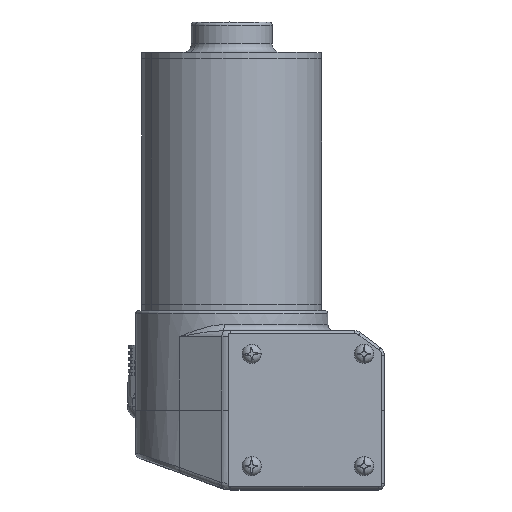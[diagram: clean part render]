
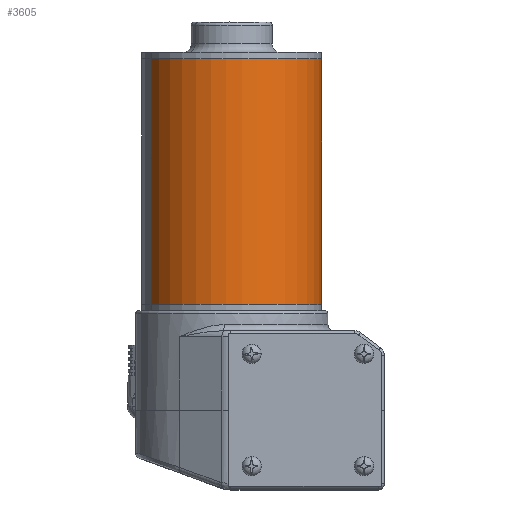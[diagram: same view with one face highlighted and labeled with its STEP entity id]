
A CAD part, top view. The second image highlights one B-rep face of the part: STEP entity #3605.
In plain terms, the highlighted cylindrical face has radius 29.5 mm (diameter 59 mm), a partial arc.
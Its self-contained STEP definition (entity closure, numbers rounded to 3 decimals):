
#267 = VERTEX_POINT ( 'NONE', #20928 ) ;
#769 = AXIS2_PLACEMENT_3D ( 'NONE', #12126, #12234, #12359 ) ;
#825 = CARTESIAN_POINT ( 'NONE',  ( 29.5, 0., 80.5 ) ) ;
#1166 = VERTEX_POINT ( 'NONE', #1826 ) ;
#1826 = CARTESIAN_POINT ( 'NONE',  ( 29.5, 0., 0. ) ) ;
#3176 = VECTOR ( 'NONE', #4672, 1000. ) ;
#3250 = EDGE_CURVE ( 'NONE', #5643, #26526, #29017, .T. ) ;
#3605 = ADVANCED_FACE ( 'NONE', ( #23395 ), #3919, .T. ) ;
#3811 = CARTESIAN_POINT ( 'NONE',  ( 0., 0., 0. ) ) ;
#3919 = CYLINDRICAL_SURFACE ( 'NONE', #11291, 29.5 ) ;
#4088 = ORIENTED_EDGE ( 'NONE', *, *, #22950, .T. ) ;
#4672 = DIRECTION ( 'NONE',  ( 0., 0., -1. ) ) ;
#5643 = VERTEX_POINT ( 'NONE', #825 ) ;
#6197 = DIRECTION ( 'NONE',  ( 1., 0., 0. ) ) ;
#6671 = AXIS2_PLACEMENT_3D ( 'NONE', #3811, #20319, #6197 ) ;
#8032 = ORIENTED_EDGE ( 'NONE', *, *, #3250, .F. ) ;
#9107 = DIRECTION ( 'NONE',  ( 0., 0., -1. ) ) ;
#9550 = LINE ( 'NONE', #11008, #15919 ) ;
#10682 = DIRECTION ( 'NONE',  ( -1., 0., 0. ) ) ;
#10913 = CARTESIAN_POINT ( 'NONE',  ( 0., 0., 80.5 ) ) ;
#11008 = CARTESIAN_POINT ( 'NONE',  ( 29.5, 0., 80.5 ) ) ;
#11291 = AXIS2_PLACEMENT_3D ( 'NONE', #10913, #9107, #10682 ) ;
#12126 = CARTESIAN_POINT ( 'NONE',  ( 0., 0., 80.5 ) ) ;
#12234 = DIRECTION ( 'NONE',  ( 0., 0., 1. ) ) ;
#12359 = DIRECTION ( 'NONE',  ( 1., 0., 0. ) ) ;
#15094 = LINE ( 'NONE', #21159, #3176 ) ;
#15799 = DIRECTION ( 'NONE',  ( 0., 0., -1. ) ) ;
#15803 = EDGE_CURVE ( 'NONE', #5643, #1166, #9550, .T. ) ;
#15919 = VECTOR ( 'NONE', #15799, 1000. ) ;
#17046 = ORIENTED_EDGE ( 'NONE', *, *, #18965, .F. ) ;
#17374 = CIRCLE ( 'NONE', #6671, 29.5 ) ;
#18965 = EDGE_CURVE ( 'NONE', #26526, #267, #15094, .T. ) ;
#20319 = DIRECTION ( 'NONE',  ( 0., 0., 1. ) ) ;
#20928 = CARTESIAN_POINT ( 'NONE',  ( -29.5, 0., 0. ) ) ;
#21159 = CARTESIAN_POINT ( 'NONE',  ( -29.5, 0., 80.5 ) ) ;
#21170 = EDGE_LOOP ( 'NONE', ( #8032, #29826, #4088, #17046 ) ) ;
#22950 = EDGE_CURVE ( 'NONE', #1166, #267, #17374, .T. ) ;
#23395 = FACE_OUTER_BOUND ( 'NONE', #21170, .T. ) ;
#24328 = CARTESIAN_POINT ( 'NONE',  ( -29.5, 0., 80.5 ) ) ;
#26526 = VERTEX_POINT ( 'NONE', #24328 ) ;
#29017 = CIRCLE ( 'NONE', #769, 29.5 ) ;
#29826 = ORIENTED_EDGE ( 'NONE', *, *, #15803, .T. ) ;
